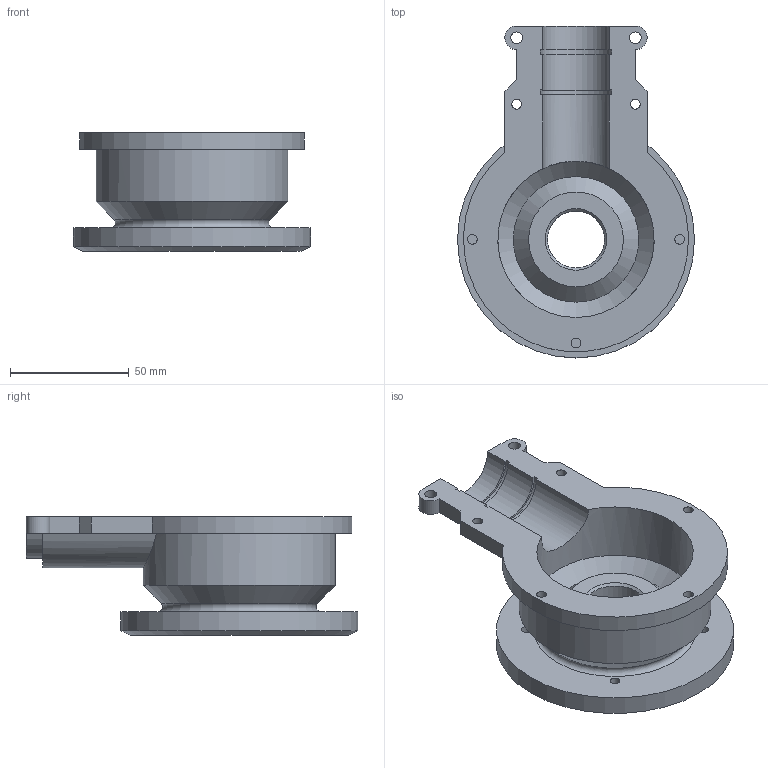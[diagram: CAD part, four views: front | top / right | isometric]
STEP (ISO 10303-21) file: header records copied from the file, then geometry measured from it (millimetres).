
FILE_DESCRIPTION(/* description */ (''),/* implementation_level */ '2;1');
FILE_NAME(/* name */ 'Part 082.stp',/* time_stamp */ '2015-02-24T17:17:33+02:00',/* author */ ('SFC'),/* organization */ (''),/* preprocessor_version */ 'ST-DEVELOPER v15.2',/* originating_system */ 'Autodesk Inventor 2014',/* authorisation */ '');
FILE_SCHEMA (('AUTOMOTIVE_DESIGN { 1 0 10303 214 3 1 1 }'));
Length unit declared in the file: millimetre
Products named in the file (1): Part 082
Bounding box: 100 x 140 x 50 mm (x, y, z)
Volume: 199222 mm3; surface area: 49936.8 mm2
Topology: 1 solids, 1 shells, 52 faces, 144 edges, 97 vertices
Faces by surface type: cylinder 27, plane 19, cone 5, torus 1
Full cylindrical faces by diameter (mm): 4.134 x9, 5 x2, 24 x2, 26 x1, 66 x1, 81 x1, 100 x1
Entity records: 1626 total; most frequent: CARTESIAN_POINT 303, DIRECTION 272, ORIENTED_EDGE 220, AXIS2_PLACEMENT_3D 111, EDGE_CURVE 110, EDGE_LOOP 102, VERTEX_POINT 86, CIRCLE 58
